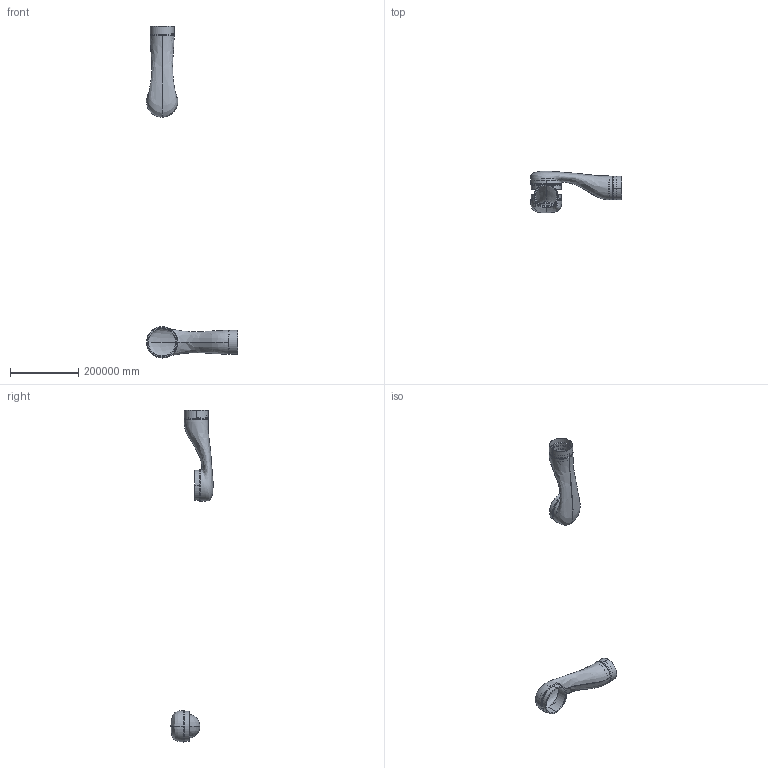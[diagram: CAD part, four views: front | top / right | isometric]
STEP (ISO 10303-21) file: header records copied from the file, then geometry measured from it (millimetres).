
FILE_DESCRIPTION(('FreeCAD Model'),'2;1');
FILE_NAME('Open CASCADE Shape Model','2025-03-02T14:47:12',(''),(''), 'Open CASCADE STEP processor 7.8','FreeCAD','Unknown');
FILE_SCHEMA(('AUTOMOTIVE_DESIGN { 1 0 10303 214 1 1 1 1 }'));
Length unit declared in the file: metre
Products named in the file (3): Unnamed; GEN3 SIMPLIFIED Forearm; GEN3 SIMPLIFIED FOREARM
Assembly tree (3 placements, depth 3):
  Unnamed
    GEN3 SIMPLIFIED Forearm
      GEN3 SIMPLIFIED FOREARM
    GEN3 SIMPLIFIED FOREARM
Bounding box: 266900.05 x 123309.85 x 972450.05 mm (x, y, z)
Volume: 218417431638935.7 mm3; surface area: 249601531399.8 mm2
Topology: 8 solids, 8 shells, 146 faces, 900 edges, 2584 vertices
Faces by surface type: cylinder 60, cone 44, plane 30, bspline 8, torus 4
Entity records: 36842 total; most frequent: CARTESIAN_POINT 32393, DIRECTION 794, AXIS2_PLACEMENT_3D 319, GEOMETRIC_CURVE_SET 301, ORIENTED_EDGE 300, TRIMMED_CURVE 300, CIRCLE 246, LINE 156
